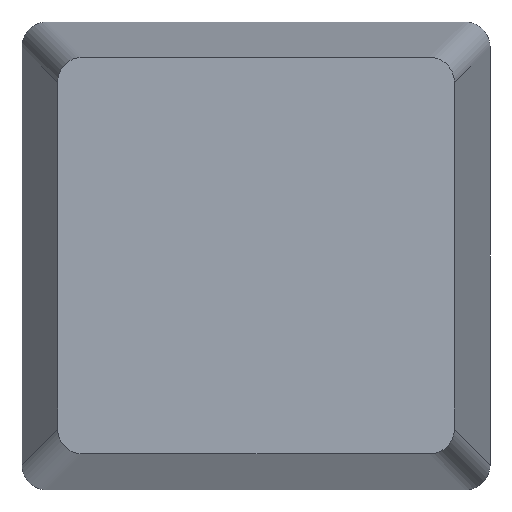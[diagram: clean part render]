
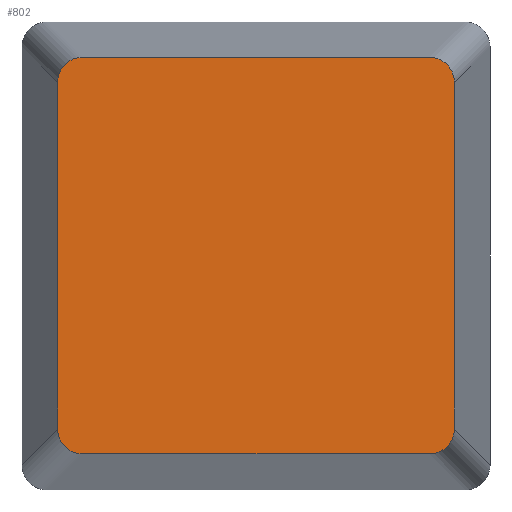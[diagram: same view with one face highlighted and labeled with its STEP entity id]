
A CAD part, top view. The second image highlights one B-rep face of the part: STEP entity #802.
In plain terms, the highlighted planar face has unit normal (0, 0, 1).
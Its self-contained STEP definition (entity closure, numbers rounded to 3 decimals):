
#367 = EDGE_CURVE('',#368,#370,#372,.T.);
#368 = VERTEX_POINT('',#369);
#369 = CARTESIAN_POINT('',(-7.839,-6.855,8.));
#370 = VERTEX_POINT('',#371);
#371 = CARTESIAN_POINT('',(-7.839,6.855,8.));
#372 = LINE('',#373,#374);
#373 = CARTESIAN_POINT('',(-7.839,-10.,8.));
#374 = VECTOR('',#375,1.);
#375 = DIRECTION('',(0.,1.,0.));
#400 = VERTEX_POINT('',#401);
#401 = CARTESIAN_POINT('',(-6.855,7.839,8.));
#407 = EDGE_CURVE('',#370,#400,#408,.T.);
#408 = ELLIPSE('',#409,1.031,1.);
#409 = AXIS2_PLACEMENT_3D('',#410,#411,#412);
#410 = CARTESIAN_POINT('',(-6.824,6.824,8.));
#411 = DIRECTION('',(0.,-0.,-1.));
#412 = DIRECTION('',(0.707,-0.707,0.));
#425 = VERTEX_POINT('',#426);
#426 = CARTESIAN_POINT('',(-6.855,-7.839,8.));
#432 = EDGE_CURVE('',#368,#425,#433,.T.);
#433 = ELLIPSE('',#434,1.031,1.);
#434 = AXIS2_PLACEMENT_3D('',#435,#436,#437);
#435 = CARTESIAN_POINT('',(-6.824,-6.824,8.));
#436 = DIRECTION('',(0.,-0.,1.));
#437 = DIRECTION('',(0.707,0.707,0.));
#448 = EDGE_CURVE('',#449,#400,#451,.T.);
#449 = VERTEX_POINT('',#450);
#450 = CARTESIAN_POINT('',(6.855,7.839,8.));
#451 = LINE('',#452,#453);
#452 = CARTESIAN_POINT('',(10.,7.839,8.));
#453 = VECTOR('',#454,1.);
#454 = DIRECTION('',(-1.,-0.,-0.));
#472 = EDGE_CURVE('',#473,#425,#475,.T.);
#473 = VERTEX_POINT('',#474);
#474 = CARTESIAN_POINT('',(6.855,-7.839,8.));
#475 = LINE('',#476,#477);
#476 = CARTESIAN_POINT('',(10.,-7.839,8.));
#477 = VECTOR('',#478,1.);
#478 = DIRECTION('',(-1.,-0.,-0.));
#498 = VERTEX_POINT('',#499);
#499 = CARTESIAN_POINT('',(7.839,6.855,8.));
#505 = EDGE_CURVE('',#449,#498,#506,.T.);
#506 = ELLIPSE('',#507,1.031,1.);
#507 = AXIS2_PLACEMENT_3D('',#508,#509,#510);
#508 = CARTESIAN_POINT('',(6.824,6.824,8.));
#509 = DIRECTION('',(-0.,0.,-1.));
#510 = DIRECTION('',(-0.707,-0.707,0.));
#523 = VERTEX_POINT('',#524);
#524 = CARTESIAN_POINT('',(7.839,-6.855,8.));
#530 = EDGE_CURVE('',#473,#523,#531,.T.);
#531 = ELLIPSE('',#532,1.031,1.);
#532 = AXIS2_PLACEMENT_3D('',#533,#534,#535);
#533 = CARTESIAN_POINT('',(6.824,-6.824,8.));
#534 = DIRECTION('',(0.,0.,1.));
#535 = DIRECTION('',(-0.707,0.707,0.));
#546 = EDGE_CURVE('',#523,#498,#547,.T.);
#547 = LINE('',#548,#549);
#548 = CARTESIAN_POINT('',(7.839,-10.,8.));
#549 = VECTOR('',#550,1.);
#550 = DIRECTION('',(0.,1.,0.));
#802 = ADVANCED_FACE('',(#803),#813,.T.);
#803 = FACE_BOUND('',#804,.T.);
#804 = EDGE_LOOP('',(#805,#806,#807,#808,#809,#810,#811,#812));
#805 = ORIENTED_EDGE('',*,*,#546,.T.);
#806 = ORIENTED_EDGE('',*,*,#505,.F.);
#807 = ORIENTED_EDGE('',*,*,#448,.T.);
#808 = ORIENTED_EDGE('',*,*,#407,.F.);
#809 = ORIENTED_EDGE('',*,*,#367,.F.);
#810 = ORIENTED_EDGE('',*,*,#432,.T.);
#811 = ORIENTED_EDGE('',*,*,#472,.F.);
#812 = ORIENTED_EDGE('',*,*,#530,.T.);
#813 = PLANE('',#814);
#814 = AXIS2_PLACEMENT_3D('',#815,#816,#817);
#815 = CARTESIAN_POINT('',(0.,0.,8.));
#816 = DIRECTION('',(0.,0.,1.));
#817 = DIRECTION('',(1.,0.,0.));
